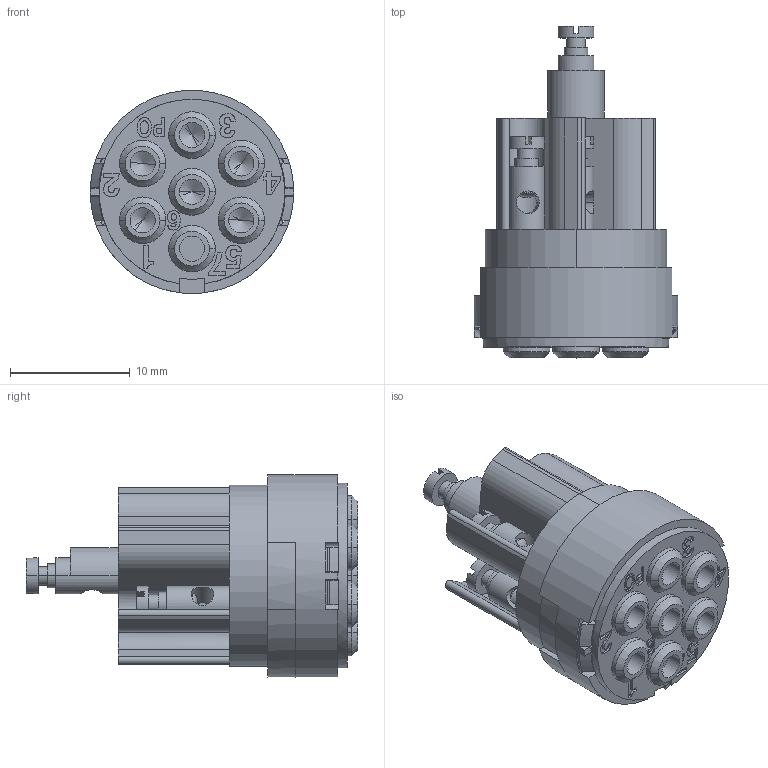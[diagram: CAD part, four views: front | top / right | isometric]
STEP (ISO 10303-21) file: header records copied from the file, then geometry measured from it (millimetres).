
FILE_DESCRIPTION((''),'2;1');
FILE_NAME('HR23-006-F_ASM_8_SW0001','2017-07-17T',('tc.chen'),(''),'PRO/ENGINEER BY PARAMETRIC TECHNOLOGY CORPORATION, 2012480','PRO/ENGINEER BY PARAMETRIC TECHNOLOGY CORPORATION, 2012480','');
FILE_SCHEMA(('AUTOMOTIVE_DESIGN { 1 0 10303 214 1 1 1 1 }'));
Length unit declared in the file: millimetre
Products named in the file (1): HR23-006-F_ASM_8_SW0001
Bounding box: 17 x 27.75 x 16.96 mm (x, y, z)
Volume: 2557.3 mm3; surface area: 4781.4 mm2
Topology: 1 solids, 1 shells, 936 faces, 2708 edges, 1823 vertices
Faces by surface type: plane 360, cylinder 254, extrusion 200, cone 82, torus 28, sphere 12
Entity records: 38111 total; most frequent: CARTESIAN_POINT 8871, ORIENTED_EDGE 5368, DIRECTION 4718, EDGE_CURVE 2684, VERTEX_POINT 1823, AXIS2_PLACEMENT_3D 1640, VECTOR 1438, LINE 1238
